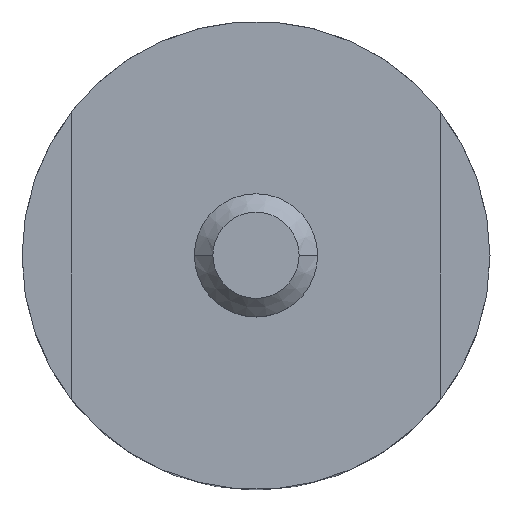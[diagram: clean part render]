
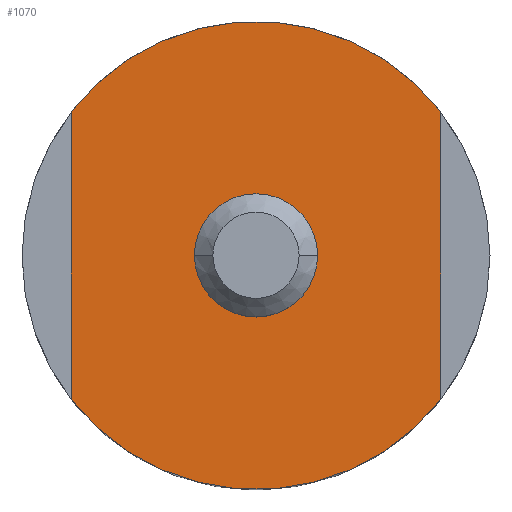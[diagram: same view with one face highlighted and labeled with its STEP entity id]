
A CAD part, top view. The second image highlights one B-rep face of the part: STEP entity #1070.
In plain terms, the highlighted planar face has unit normal (0, 0, 1).
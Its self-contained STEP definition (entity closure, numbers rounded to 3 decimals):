
#510=EDGE_CURVE('',#1186,#1092,#1430,.T.);
#576=EDGE_CURVE('',#788,#1198,#1504,.T.);
#630=EDGE_CURVE('',#1092,#1186,#1562,.T.);
#704=EDGE_CURVE('',#1054,#788,#1643,.T.);
#788=VERTEX_POINT('',#1740);
#802=VERTEX_POINT('',#1756);
#920=EDGE_CURVE('',#1198,#802,#1891,.T.);
#1054=VERTEX_POINT('',#2041);
#1070=ADVANCED_FACE('',(#2058,#2059),#2060,.T.);
#1092=VERTEX_POINT('',#2085);
#1186=VERTEX_POINT('',#2196);
#1198=VERTEX_POINT('',#2208);
#1368=EDGE_CURVE('',#802,#1054,#2397,.T.);
#1430=CIRCLE('',#2460,2.5);
#1504=LINE('',#2556,#2557);
#1562=CIRCLE('',#2634,2.5);
#1643=CIRCLE('',#2743,9.5);
#1740=CARTESIAN_POINT('',(-7.5,5.831,12.0));
#1756=CARTESIAN_POINT('',(7.5,-5.831,12.0));
#1891=CIRCLE('',#3052,9.5);
#2041=CARTESIAN_POINT('',(7.5,5.831,12.0));
#2058=FACE_OUTER_BOUND('',#3265,.T.);
#2059=FACE_BOUND('',#3266,.T.);
#2060=PLANE('',#3267);
#2085=CARTESIAN_POINT('',(2.5,0.,12.0));
#2196=CARTESIAN_POINT('',(-2.5,0.,12.0));
#2208=CARTESIAN_POINT('',(-7.5,-5.831,12.0));
#2397=LINE('',#3708,#3709);
#2460=AXIS2_PLACEMENT_3D('',#3768,#3769,#3770);
#2556=CARTESIAN_POINT('',(-7.5,-2.915,12.0));
#2557=VECTOR('',#3877,1.0);
#2634=AXIS2_PLACEMENT_3D('',#3926,#3927,#3928);
#2743=AXIS2_PLACEMENT_3D('',#4036,#4037,#4038);
#3052=AXIS2_PLACEMENT_3D('',#4399,#4400,#4401);
#3265=EDGE_LOOP('',(#4628,#4629,#4630,#4631));
#3266=EDGE_LOOP('',(#4632,#4633));
#3267=AXIS2_PLACEMENT_3D('',#4634,#4635,#4636);
#3708=CARTESIAN_POINT('',(7.5,2.915,12.0));
#3709=VECTOR('',#5113,1.0);
#3768=CARTESIAN_POINT('',(0.0,0.,12.0));
#3769=DIRECTION('',(0.0,0.0,1.0));
#3770=DIRECTION('',(-1.0,0.,0.0));
#3877=DIRECTION('',(0.0,-1.0,0.0));
#3926=CARTESIAN_POINT('',(0.0,0.,12.0));
#3927=DIRECTION('',(0.0,0.0,1.0));
#3928=DIRECTION('',(-1.0,0.,0.0));
#4036=CARTESIAN_POINT('',(0.0,0.,12.0));
#4037=DIRECTION('',(0.0,0.0,1.0));
#4038=DIRECTION('',(-1.0,0.,0.0));
#4399=CARTESIAN_POINT('',(0.0,0.,12.0));
#4400=DIRECTION('',(0.0,0.0,1.0));
#4401=DIRECTION('',(-1.0,0.,0.0));
#4628=ORIENTED_EDGE('',*,*,#576,.T.);
#4629=ORIENTED_EDGE('',*,*,#920,.T.);
#4630=ORIENTED_EDGE('',*,*,#1368,.T.);
#4631=ORIENTED_EDGE('',*,*,#704,.T.);
#4632=ORIENTED_EDGE('',*,*,#510,.F.);
#4633=ORIENTED_EDGE('',*,*,#630,.F.);
#4634=CARTESIAN_POINT('',(-6.,0.,12.0));
#4635=DIRECTION('',(0.0,0.0,1.0));
#4636=DIRECTION('',(-1.0,0.,0.0));
#5113=DIRECTION('',(0.0,1.0,0.0));
